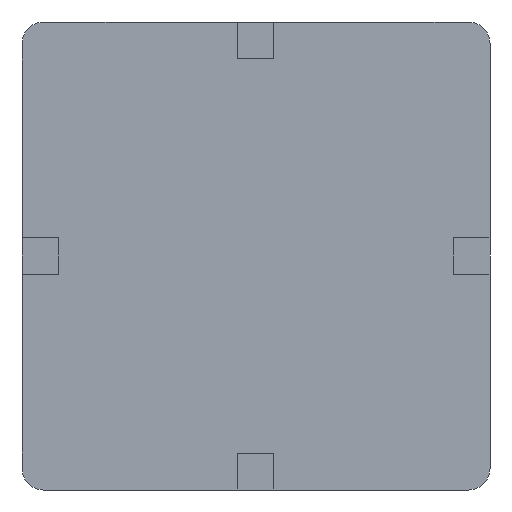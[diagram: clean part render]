
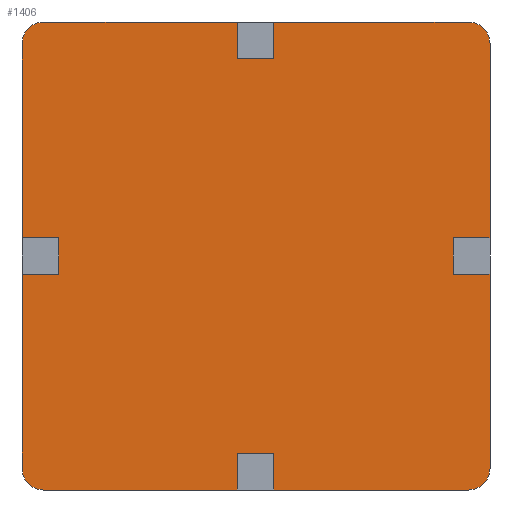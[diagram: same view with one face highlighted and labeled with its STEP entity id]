
A CAD part, front view. The second image highlights one B-rep face of the part: STEP entity #1406.
In plain terms, the highlighted planar face has unit normal (0, -1, 0).
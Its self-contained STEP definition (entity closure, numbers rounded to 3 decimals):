
#183=DIRECTION('',(0.,0.,1.));
#184=VECTOR('',#183,26.5);
#185=CARTESIAN_POINT('',(-32.,20.,2.5));
#186=LINE('',#185,#184);
#191=DIRECTION('',(0.,0.,1.));
#192=VECTOR('',#191,26.5);
#193=CARTESIAN_POINT('',(-32.,20.,-29.));
#194=LINE('',#193,#192);
#229=CARTESIAN_POINT('',(-29.,20.,29.));
#230=DIRECTION('',(0.,-1.,0.));
#231=DIRECTION('',(0.,0.,1.));
#232=AXIS2_PLACEMENT_3D('',#229,#230,#231);
#238=DIRECTION('',(1.,0.,0.));
#239=VECTOR('',#238,26.58);
#240=CARTESIAN_POINT('',(2.42,20.,32.));
#241=LINE('',#240,#239);
#246=DIRECTION('',(1.,0.,0.));
#247=VECTOR('',#246,26.42);
#248=CARTESIAN_POINT('',(-29.,20.,32.));
#249=LINE('',#248,#247);
#386=DIRECTION('',(0.,0.,-1.));
#387=VECTOR('',#386,26.5);
#388=CARTESIAN_POINT('',(32.,20.,-2.5));
#389=LINE('',#388,#387);
#394=DIRECTION('',(0.,0.,-1.));
#395=VECTOR('',#394,26.5);
#396=CARTESIAN_POINT('',(32.,20.,29.));
#397=LINE('',#396,#395);
#402=CARTESIAN_POINT('',(29.,20.,29.));
#403=DIRECTION('',(0.,-1.,0.));
#404=DIRECTION('',(1.,0.,0.));
#405=AXIS2_PLACEMENT_3D('',#402,#403,#404);
#407=DIRECTION('',(0.,0.,1.));
#408=VECTOR('',#407,5.);
#409=CARTESIAN_POINT('',(-2.58,20.,-32.));
#410=LINE('',#409,#408);
#411=DIRECTION('',(1.,0.,0.));
#412=VECTOR('',#411,5.);
#413=CARTESIAN_POINT('',(-32.,20.,-2.5));
#414=LINE('',#413,#412);
#415=DIRECTION('',(0.,0.,-1.));
#416=VECTOR('',#415,5.);
#417=CARTESIAN_POINT('',(-27.,20.,2.5));
#418=LINE('',#417,#416);
#419=DIRECTION('',(1.,0.,0.));
#420=VECTOR('',#419,5.);
#421=CARTESIAN_POINT('',(-32.,20.,2.5));
#422=LINE('',#421,#420);
#423=DIRECTION('',(0.,0.,-1.));
#424=VECTOR('',#423,5.);
#425=CARTESIAN_POINT('',(-2.58,20.,32.));
#426=LINE('',#425,#424);
#427=DIRECTION('',(-1.,0.,0.));
#428=VECTOR('',#427,5.);
#429=CARTESIAN_POINT('',(2.42,20.,27.));
#430=LINE('',#429,#428);
#431=DIRECTION('',(0.,0.,-1.));
#432=VECTOR('',#431,5.);
#433=CARTESIAN_POINT('',(2.42,20.,32.));
#434=LINE('',#433,#432);
#435=DIRECTION('',(-1.,0.,0.));
#436=VECTOR('',#435,5.);
#437=CARTESIAN_POINT('',(32.,20.,2.5));
#438=LINE('',#437,#436);
#439=DIRECTION('',(0.,0.,1.));
#440=VECTOR('',#439,5.);
#441=CARTESIAN_POINT('',(27.,20.,-2.5));
#442=LINE('',#441,#440);
#443=DIRECTION('',(-1.,0.,0.));
#444=VECTOR('',#443,5.);
#445=CARTESIAN_POINT('',(32.,20.,-2.5));
#446=LINE('',#445,#444);
#447=DIRECTION('',(0.,0.,1.));
#448=VECTOR('',#447,5.);
#449=CARTESIAN_POINT('',(2.42,20.,-32.));
#450=LINE('',#449,#448);
#451=DIRECTION('',(1.,0.,0.));
#452=VECTOR('',#451,5.);
#453=CARTESIAN_POINT('',(-2.58,20.,-27.));
#454=LINE('',#453,#452);
#483=DIRECTION('',(-1.,0.,0.));
#484=VECTOR('',#483,26.42);
#485=CARTESIAN_POINT('',(-2.58,20.,-32.));
#486=LINE('',#485,#484);
#491=DIRECTION('',(-1.,0.,0.));
#492=VECTOR('',#491,26.58);
#493=CARTESIAN_POINT('',(29.,20.,-32.));
#494=LINE('',#493,#492);
#503=CARTESIAN_POINT('',(29.,20.,-29.));
#504=DIRECTION('',(0.,-1.,0.));
#505=DIRECTION('',(0.,0.,-1.));
#506=AXIS2_PLACEMENT_3D('',#503,#504,#505);
#512=CARTESIAN_POINT('',(-29.,20.,-29.));
#513=DIRECTION('',(0.,-1.,0.));
#514=DIRECTION('',(-1.,0.,0.));
#515=AXIS2_PLACEMENT_3D('',#512,#513,#514);
#681=CARTESIAN_POINT('',(29.,20.,-32.));
#682=CARTESIAN_POINT('',(32.,20.,-29.));
#683=VERTEX_POINT('',#681);
#684=VERTEX_POINT('',#682);
#685=CARTESIAN_POINT('',(32.,20.,29.));
#686=CARTESIAN_POINT('',(29.,20.,32.));
#687=VERTEX_POINT('',#685);
#688=VERTEX_POINT('',#686);
#689=CARTESIAN_POINT('',(-29.,20.,32.));
#690=CARTESIAN_POINT('',(-32.,20.,29.));
#691=VERTEX_POINT('',#689);
#692=VERTEX_POINT('',#690);
#693=CARTESIAN_POINT('',(-32.,20.,-29.));
#694=CARTESIAN_POINT('',(-29.,20.,-32.));
#695=VERTEX_POINT('',#693);
#696=VERTEX_POINT('',#694);
#781=CARTESIAN_POINT('',(-2.58,20.,-32.));
#782=CARTESIAN_POINT('',(-2.58,20.,-27.));
#783=VERTEX_POINT('',#781);
#784=VERTEX_POINT('',#782);
#785=CARTESIAN_POINT('',(2.42,20.,-27.));
#786=VERTEX_POINT('',#785);
#787=CARTESIAN_POINT('',(2.42,20.,-32.));
#788=VERTEX_POINT('',#787);
#789=CARTESIAN_POINT('',(-32.,20.,2.5));
#790=CARTESIAN_POINT('',(-27.,20.,2.5));
#791=VERTEX_POINT('',#789);
#792=VERTEX_POINT('',#790);
#793=CARTESIAN_POINT('',(-27.,20.,-2.5));
#794=VERTEX_POINT('',#793);
#795=CARTESIAN_POINT('',(-32.,20.,-2.5));
#796=VERTEX_POINT('',#795);
#797=CARTESIAN_POINT('',(2.42,20.,32.));
#798=CARTESIAN_POINT('',(2.42,20.,27.));
#799=VERTEX_POINT('',#797);
#800=VERTEX_POINT('',#798);
#801=CARTESIAN_POINT('',(-2.58,20.,27.));
#802=VERTEX_POINT('',#801);
#803=CARTESIAN_POINT('',(-2.58,20.,32.));
#804=VERTEX_POINT('',#803);
#805=CARTESIAN_POINT('',(32.,20.,-2.5));
#806=CARTESIAN_POINT('',(27.,20.,-2.5));
#807=VERTEX_POINT('',#805);
#808=VERTEX_POINT('',#806);
#809=CARTESIAN_POINT('',(27.,20.,2.5));
#810=VERTEX_POINT('',#809);
#811=CARTESIAN_POINT('',(32.,20.,2.5));
#812=VERTEX_POINT('',#811);
#1359=CARTESIAN_POINT('',(0.,20.,0.));
#1360=DIRECTION('',(0.,1.,0.));
#1361=DIRECTION('',(1.,0.,0.));
#1362=AXIS2_PLACEMENT_3D('',#1359,#1360,#1361);
#1363=PLANE('',#1362);
#1365=ORIENTED_EDGE('',*,*,#1364,.F.);
#1367=ORIENTED_EDGE('',*,*,#1366,.T.);
#1369=ORIENTED_EDGE('',*,*,#1368,.F.);
#1370=ORIENTED_EDGE('',*,*,#1023,.T.);
#1372=ORIENTED_EDGE('',*,*,#1371,.T.);
#1374=ORIENTED_EDGE('',*,*,#1373,.F.);
#1376=ORIENTED_EDGE('',*,*,#1375,.F.);
#1377=ORIENTED_EDGE('',*,*,#1015,.T.);
#1378=ORIENTED_EDGE('',*,*,#1074,.F.);
#1379=ORIENTED_EDGE('',*,*,#1099,.T.);
#1381=ORIENTED_EDGE('',*,*,#1380,.T.);
#1383=ORIENTED_EDGE('',*,*,#1382,.F.);
#1385=ORIENTED_EDGE('',*,*,#1384,.F.);
#1386=ORIENTED_EDGE('',*,*,#1091,.T.);
#1387=ORIENTED_EDGE('',*,*,#1354,.F.);
#1388=ORIENTED_EDGE('',*,*,#1329,.T.);
#1390=ORIENTED_EDGE('',*,*,#1389,.T.);
#1392=ORIENTED_EDGE('',*,*,#1391,.F.);
#1394=ORIENTED_EDGE('',*,*,#1393,.F.);
#1395=ORIENTED_EDGE('',*,*,#1321,.T.);
#1397=ORIENTED_EDGE('',*,*,#1396,.F.);
#1399=ORIENTED_EDGE('',*,*,#1398,.T.);
#1401=ORIENTED_EDGE('',*,*,#1400,.T.);
#1403=ORIENTED_EDGE('',*,*,#1402,.F.);
#1404=EDGE_LOOP('',(#1365,#1367,#1369,#1370,#1372,#1374,#1376,#1377,#1378,#1379,
#1381,#1383,#1385,#1386,#1387,#1388,#1390,#1392,#1394,#1395,#1397,#1399,#1401,
#1403));
#1405=FACE_OUTER_BOUND('',#1404,.F.);
#1406=ADVANCED_FACE('',(#1405),#1363,.F.);
#233=CIRCLE('',#232,3.);
#406=CIRCLE('',#405,3.);
#507=CIRCLE('',#506,3.);
#516=CIRCLE('',#515,3.);
#1015=EDGE_CURVE('',#791,#692,#186,.T.);
#1023=EDGE_CURVE('',#695,#796,#194,.T.);
#1074=EDGE_CURVE('',#691,#692,#233,.T.);
#1091=EDGE_CURVE('',#799,#688,#241,.T.);
#1099=EDGE_CURVE('',#691,#804,#249,.T.);
#1321=EDGE_CURVE('',#807,#684,#389,.T.);
#1329=EDGE_CURVE('',#687,#812,#397,.T.);
#1354=EDGE_CURVE('',#687,#688,#406,.T.);
#1364=EDGE_CURVE('',#783,#784,#410,.T.);
#1366=EDGE_CURVE('',#783,#696,#486,.T.);
#1368=EDGE_CURVE('',#695,#696,#516,.T.);
#1371=EDGE_CURVE('',#796,#794,#414,.T.);
#1373=EDGE_CURVE('',#792,#794,#418,.T.);
#1375=EDGE_CURVE('',#791,#792,#422,.T.);
#1380=EDGE_CURVE('',#804,#802,#426,.T.);
#1382=EDGE_CURVE('',#800,#802,#430,.T.);
#1384=EDGE_CURVE('',#799,#800,#434,.T.);
#1389=EDGE_CURVE('',#812,#810,#438,.T.);
#1391=EDGE_CURVE('',#808,#810,#442,.T.);
#1393=EDGE_CURVE('',#807,#808,#446,.T.);
#1396=EDGE_CURVE('',#683,#684,#507,.T.);
#1398=EDGE_CURVE('',#683,#788,#494,.T.);
#1400=EDGE_CURVE('',#788,#786,#450,.T.);
#1402=EDGE_CURVE('',#784,#786,#454,.T.);
